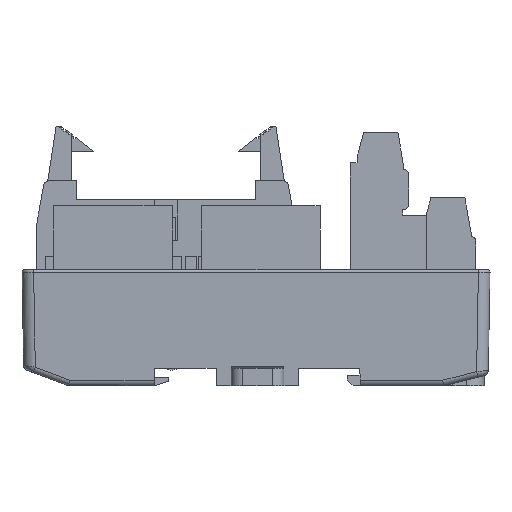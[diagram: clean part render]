
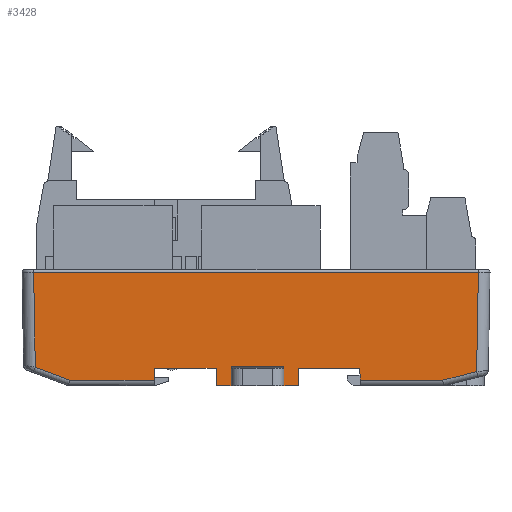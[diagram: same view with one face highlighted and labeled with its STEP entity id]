
A CAD part, left-side view. The second image highlights one B-rep face of the part: STEP entity #3428.
In plain terms, the highlighted planar face has unit normal (-1, 0, -0.018).
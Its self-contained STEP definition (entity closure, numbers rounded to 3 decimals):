
#2010=FACE_OUTER_BOUND('',#7348,.T.);
#3428=ADVANCED_FACE('',(#2010),#4964,.T.);
#4964=PLANE('',#29801);
#7348=EDGE_LOOP('',(#9733,#9734,#9735,#9736,#9737,#9738,#9739,#9740,#9741,
#9742,#9743,#9744,#9745,#9746,#9747,#9748,#9749,#9750));
#9733=ORIENTED_EDGE('',*,*,#20057,.T.);
#9734=ORIENTED_EDGE('',*,*,#20058,.T.);
#9735=ORIENTED_EDGE('',*,*,#20059,.T.);
#9736=ORIENTED_EDGE('',*,*,#20060,.T.);
#9737=ORIENTED_EDGE('',*,*,#20061,.T.);
#9738=ORIENTED_EDGE('',*,*,#19862,.F.);
#9739=ORIENTED_EDGE('',*,*,#19807,.F.);
#9740=ORIENTED_EDGE('',*,*,#20043,.F.);
#9741=ORIENTED_EDGE('',*,*,#20031,.F.);
#9742=ORIENTED_EDGE('',*,*,#19883,.T.);
#9743=ORIENTED_EDGE('',*,*,#20045,.F.);
#9744=ORIENTED_EDGE('',*,*,#19879,.T.);
#9745=ORIENTED_EDGE('',*,*,#20027,.F.);
#9746=ORIENTED_EDGE('',*,*,#20048,.T.);
#9747=ORIENTED_EDGE('',*,*,#19797,.F.);
#9748=ORIENTED_EDGE('',*,*,#19963,.F.);
#9749=ORIENTED_EDGE('',*,*,#20062,.T.);
#9750=ORIENTED_EDGE('',*,*,#20063,.T.);
#17158=VERTEX_POINT('',#39231);
#17159=VERTEX_POINT('',#39233);
#17168=VERTEX_POINT('',#39251);
#17169=VERTEX_POINT('',#39253);
#17221=VERTEX_POINT('',#39363);
#17236=VERTEX_POINT('',#39395);
#17237=VERTEX_POINT('',#39397);
#17239=VERTEX_POINT('',#39403);
#17240=VERTEX_POINT('',#39405);
#17305=VERTEX_POINT('',#39574);
#17347=VERTEX_POINT('',#39703);
#17348=VERTEX_POINT('',#39707);
#17351=VERTEX_POINT('',#39764);
#17352=VERTEX_POINT('',#39765);
#17353=VERTEX_POINT('',#39767);
#17354=VERTEX_POINT('',#39769);
#17355=VERTEX_POINT('',#39771);
#17356=VERTEX_POINT('',#39774);
#19797=EDGE_CURVE('',#17158,#17159,#23691,.T.);
#19807=EDGE_CURVE('',#17168,#17169,#23699,.T.);
#19862=EDGE_CURVE('',#17169,#17221,#23752,.T.);
#19879=EDGE_CURVE('',#17237,#17236,#23767,.T.);
#19883=EDGE_CURVE('',#17240,#17239,#23771,.T.);
#19963=EDGE_CURVE('',#17305,#17158,#23839,.T.);
#20027=EDGE_CURVE('',#17347,#17236,#23894,.T.);
#20031=EDGE_CURVE('',#17240,#17348,#23897,.T.);
#20043=EDGE_CURVE('',#17348,#17168,#23905,.T.);
#20045=EDGE_CURVE('',#17237,#17239,#23907,.T.);
#20048=EDGE_CURVE('',#17347,#17159,#23910,.T.);
#20057=EDGE_CURVE('',#17351,#17352,#23919,.T.);
#20058=EDGE_CURVE('',#17352,#17353,#23920,.T.);
#20059=EDGE_CURVE('',#17353,#17354,#23921,.T.);
#20060=EDGE_CURVE('',#17354,#17355,#23922,.T.);
#20061=EDGE_CURVE('',#17355,#17221,#23923,.T.);
#20062=EDGE_CURVE('',#17305,#17356,#23924,.T.);
#20063=EDGE_CURVE('',#17356,#17351,#23925,.T.);
#23691=LINE('',#39232,#26818);
#23699=LINE('',#39252,#26826);
#23752=LINE('',#39362,#26879);
#23767=LINE('',#39396,#26894);
#23771=LINE('',#39404,#26898);
#23839=LINE('',#39575,#26966);
#23894=LINE('',#39704,#27021);
#23897=LINE('',#39712,#27024);
#23905=LINE('',#39736,#27032);
#23907=LINE('',#39740,#27034);
#23910=LINE('',#39745,#27037);
#23919=LINE('',#39763,#27046);
#23920=LINE('',#39766,#27047);
#23921=LINE('',#39768,#27048);
#23922=LINE('',#39770,#27049);
#23923=LINE('',#39772,#27050);
#23924=LINE('',#39773,#27051);
#23925=LINE('',#39775,#27052);
#26818=VECTOR('',#31896,1.);
#26826=VECTOR('',#31908,1.);
#26879=VECTOR('',#31971,1.);
#26894=VECTOR('',#31992,1.);
#26898=VECTOR('',#31998,1.);
#26966=VECTOR('',#32108,1.);
#27021=VECTOR('',#32227,1.);
#27024=VECTOR('',#32234,1.);
#27032=VECTOR('',#32274,1.);
#27034=VECTOR('',#32280,1.);
#27037=VECTOR('',#32287,1.);
#27046=VECTOR('',#32314,1.);
#27047=VECTOR('',#32315,1.);
#27048=VECTOR('',#32316,1.);
#27049=VECTOR('',#32317,1.);
#27050=VECTOR('',#32318,1.);
#27051=VECTOR('',#32319,1.);
#27052=VECTOR('',#32320,1.);
#29801=AXIS2_PLACEMENT_3D('',#39776,#32321,#32322);
#31896=DIRECTION('',(0.,1.,0.));
#31908=DIRECTION('',(0.,1.,0.));
#31971=DIRECTION('',(0.017,0.,-1.));
#31992=DIRECTION('',(0.017,0.,-1.));
#31998=DIRECTION('',(-0.017,0.,1.));
#32108=DIRECTION('',(-0.017,0.017,1.));
#32227=DIRECTION('',(0.,1.,0.));
#32234=DIRECTION('',(0.,1.,0.));
#32274=DIRECTION('',(-0.017,0.035,0.999));
#32280=DIRECTION('',(0.,1.,0.));
#32287=DIRECTION('',(-0.017,-0.035,0.999));
#32314=DIRECTION('',(-0.017,-0.017,1.));
#32315=DIRECTION('',(0.,1.,0.));
#32316=DIRECTION('',(0.017,-0.017,-1.));
#32317=DIRECTION('',(0.006,-0.936,-0.351));
#32318=DIRECTION('',(0.,-1.,0.));
#32319=DIRECTION('',(0.,-1.,0.));
#32320=DIRECTION('',(-0.004,-0.97,0.243));
#32321=DIRECTION('',(-1.,0.,-0.017));
#32322=DIRECTION('',(0.017,0.,-1.));
#39231=CARTESIAN_POINT('',(-146.033,272.203,-6.544));
#39232=CARTESIAN_POINT('',(-146.033,290.052,-6.544));
#39233=CARTESIAN_POINT('',(-146.033,282.689,-6.544));
#39251=CARTESIAN_POINT('',(-146.033,296.898,-6.544));
#39252=CARTESIAN_POINT('',(-146.033,290.052,-6.544));
#39253=CARTESIAN_POINT('',(-146.033,307.534,-6.544));
#39362=CARTESIAN_POINT('',(-146.33,307.534,10.458));
#39363=CARTESIAN_POINT('',(-145.998,307.534,-8.562));
#39395=CARTESIAN_POINT('',(-145.981,285.243,-9.544));
#39396=CARTESIAN_POINT('',(-146.33,285.243,10.458));
#39397=CARTESIAN_POINT('',(-146.038,285.243,-6.26));
#39403=CARTESIAN_POINT('',(-146.038,294.343,-6.26));
#39404=CARTESIAN_POINT('',(-146.33,294.343,10.458));
#39405=CARTESIAN_POINT('',(-145.981,294.343,-9.544));
#39574=CARTESIAN_POINT('',(-145.998,272.167,-8.562));
#39575=CARTESIAN_POINT('',(-146.048,272.218,-5.666));
#39703=CARTESIAN_POINT('',(-145.981,282.793,-9.544));
#39704=CARTESIAN_POINT('',(-145.981,289.793,-9.544));
#39707=CARTESIAN_POINT('',(-145.981,296.793,-9.544));
#39712=CARTESIAN_POINT('',(-145.981,289.793,-9.544));
#39736=CARTESIAN_POINT('',(-146.325,297.483,10.199));
#39740=CARTESIAN_POINT('',(-146.038,499.239,-6.26));
#39745=CARTESIAN_POINT('',(-145.978,282.8,-9.719));
#39763=CARTESIAN_POINT('',(-146.33,251.842,10.491));
#39764=CARTESIAN_POINT('',(-146.023,252.149,-7.107));
#39765=CARTESIAN_POINT('',(-146.321,251.851,9.947));
#39766=CARTESIAN_POINT('',(-146.321,290.052,9.947));
#39767=CARTESIAN_POINT('',(-146.321,328.252,9.947));
#39768=CARTESIAN_POINT('',(-146.318,328.249,9.792));
#39769=CARTESIAN_POINT('',(-146.036,327.968,-6.354));
#39770=CARTESIAN_POINT('',(-145.855,300.256,-16.745));
#39771=CARTESIAN_POINT('',(-145.998,322.079,-8.562));
#39772=CARTESIAN_POINT('',(-145.998,290.052,-8.562));
#39773=CARTESIAN_POINT('',(-145.998,290.052,-8.562));
#39774=CARTESIAN_POINT('',(-145.998,257.966,-8.562));
#39775=CARTESIAN_POINT('',(-145.885,283.687,-14.992));
#39776=CARTESIAN_POINT('',(-146.33,290.052,10.458));
